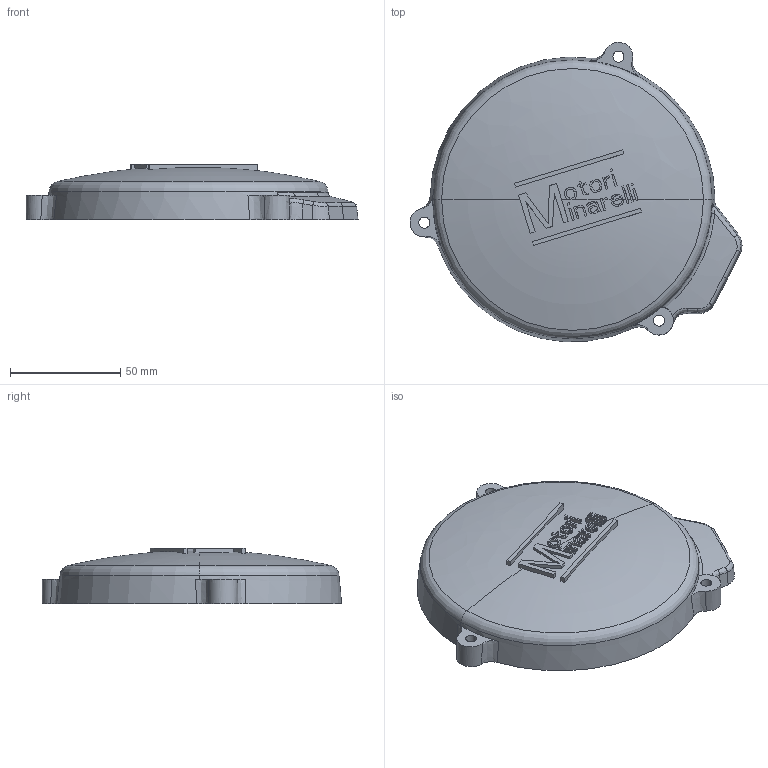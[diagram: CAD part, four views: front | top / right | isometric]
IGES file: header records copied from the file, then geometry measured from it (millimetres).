
Start section:  PTC IGES file: minarelli.igs
Global section: file name: minarelli.igs; native system: Pro/ENGINEER by Parametric Technology Corporation; preprocessor: 2008400; author: judelhomme; organization: Unknown; date: 20151127.150813; units: millimetre
Bounding box: 150.32 x 135.52 x 25 mm (x, y, z)
Volume: 50742.3 mm3; surface area: 40786 mm2
Topology: 1 solids, 1 shells, 399 faces, 1180 edges, 796 vertices
Faces by surface type: bspline 366, revolution 33
